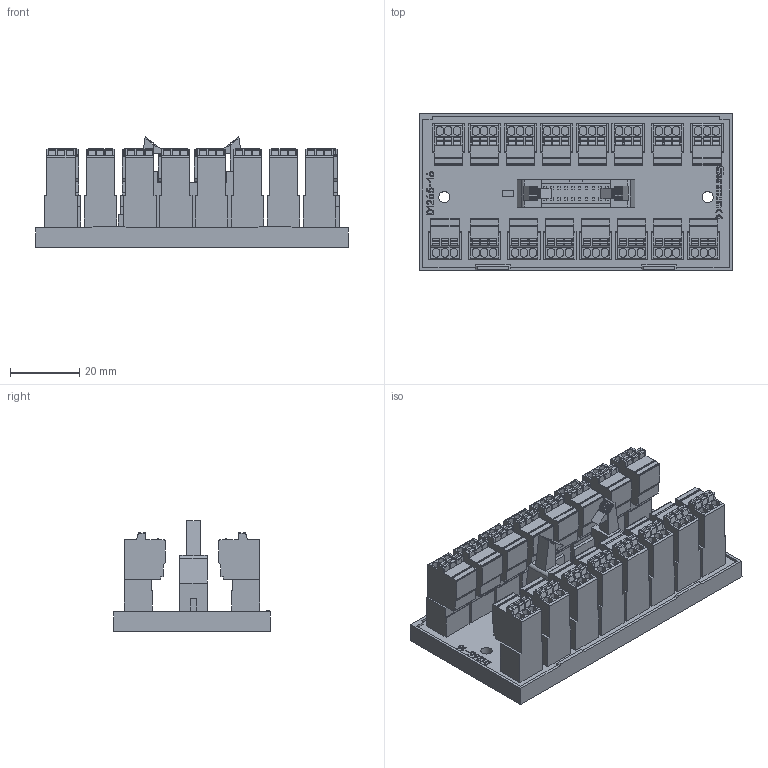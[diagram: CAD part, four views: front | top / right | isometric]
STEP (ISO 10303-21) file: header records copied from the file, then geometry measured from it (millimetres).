
FILE_DESCRIPTION(/* description */ (''),/* implementation_level */ '2;1');
FILE_NAME(/* name */ 'D1265-16 3D.stp',/* time_stamp */ '2024-08-15T11:46:17+08:00',/* author */ (''),/* organization */ (''),/* preprocessor_version */ 'ST-DEVELOPER v14',/* originating_system */ 'SIEMENS PLM Software NX 8.0',/* authorisation */ '');
FILE_SCHEMA (('AUTOMOTIVE_DESIGN { 1 0 10303 214 3 1 1 1 }'));
Products named in the file (1): D1265-16 3D_stp
Bounding box: 90.2 x 45.2 x 31.9 mm (x, y, z)
Volume: 52677.5 mm3; surface area: 28823.8 mm2
Topology: 1 solids, 1 shells, 2566 faces, 7318 edges, 4860 vertices
Faces by surface type: plane 2097, cylinder 452, extrusion 17
Full cylindrical faces by diameter (mm): 3.2 x2
Entity records: 84472 total; most frequent: CARTESIAN_POINT 15554, ORIENTED_EDGE 14628, DIRECTION 13317, EDGE_CURVE 7314, VECTOR 6377, LINE 6360, VERTEX_POINT 4860, AXIS2_PLACEMENT_3D 3470
